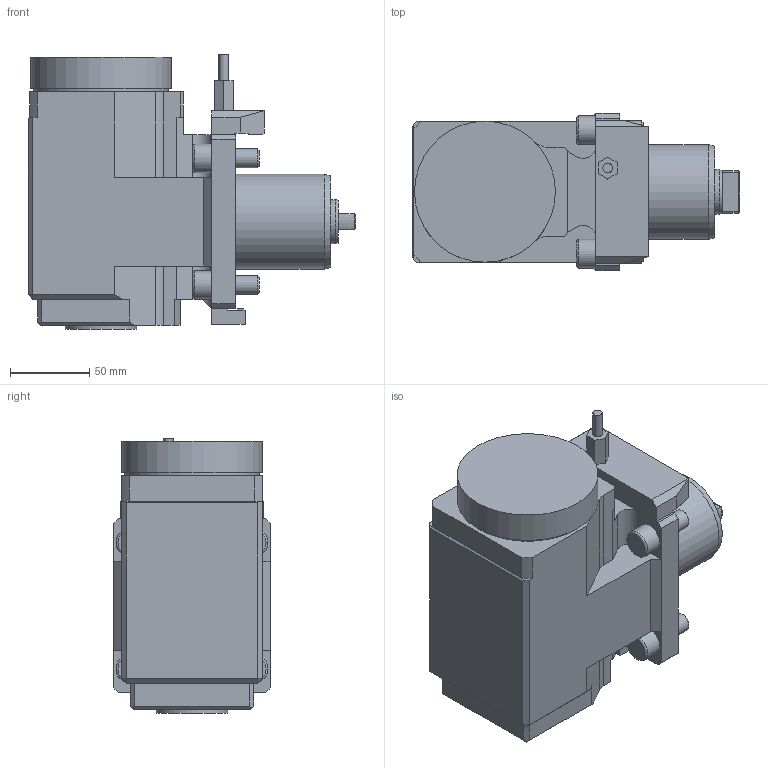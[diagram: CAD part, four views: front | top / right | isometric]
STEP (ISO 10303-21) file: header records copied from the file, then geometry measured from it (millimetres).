
FILE_DESCRIPTION(/* description */ (''),/* implementation_level */ '2;1');
FILE_NAME(/* name */ 'EWS_145607_DIN4003_tmp.stp',/* time_stamp */ '2020-02-18T11:18:08+01:00',/* author */ ('EWS'),/* organization */ (''),/* preprocessor_version */ 'ST-DEVELOPER v17.2',/* originating_system */ 'Autodesk Inventor 2019',/* authorisation */ '');
FILE_SCHEMA (('AUTOMOTIVE_DESIGN { 1 0 10303 214 3 1 1 }'));
Length unit declared in the file: millimetre
Products named in the file (1): EWS_145607_DIN4003
Bounding box: 207 x 99 x 173.5 mm (x, y, z)
Volume: 1847265.4 mm3; surface area: 124550.7 mm2
Topology: 1 solids, 1 shells, 184 faces, 482 edges, 318 vertices
Faces by surface type: plane 135, cylinder 35, cone 8, torus 6
Full cylindrical faces by diameter (mm): 6 x1, 10 x1, 12 x4, 18 x4, 28 x1, 45 x1, 60 x1, 78 x1, 85 x1, 89 x1
Entity records: 5703 total; most frequent: CARTESIAN_POINT 996, DIRECTION 982, ORIENTED_EDGE 964, EDGE_CURVE 482, LINE 350, VECTOR 350, VERTEX_POINT 318, AXIS2_PLACEMENT_3D 316
